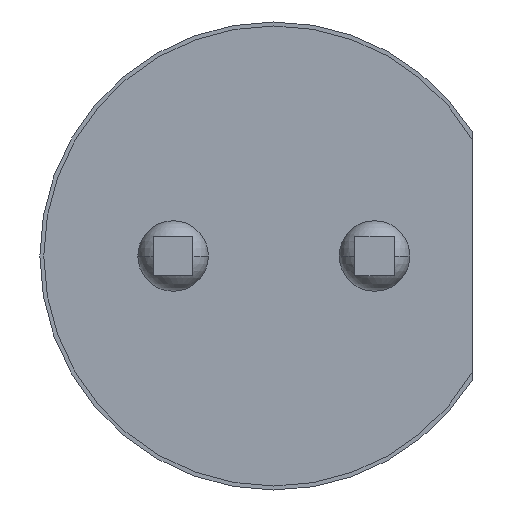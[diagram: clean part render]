
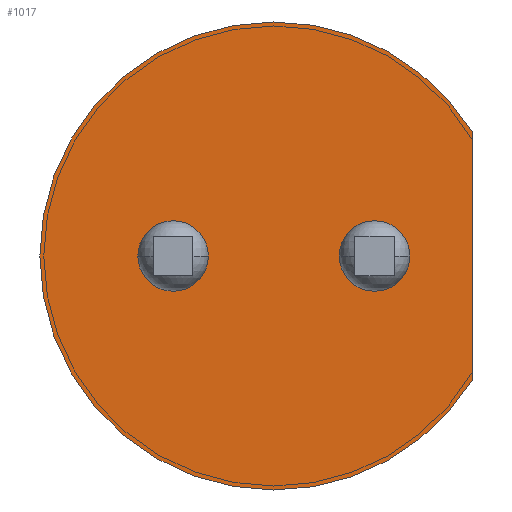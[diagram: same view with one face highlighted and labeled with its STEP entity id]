
A CAD part, front view. The second image highlights one B-rep face of the part: STEP entity #1017.
In plain terms, the highlighted planar face has unit normal (0, -1, 0).
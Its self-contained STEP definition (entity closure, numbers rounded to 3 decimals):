
#8 = DIRECTION ( 'NONE',  ( 1., 0., 0. ) ) ;
#9 = CARTESIAN_POINT ( 'NONE',  ( -1.27, 0., 0. ) ) ;
#13 = DIRECTION ( 'NONE',  ( 0., -1., 0. ) ) ;
#39 = CARTESIAN_POINT ( 'NONE',  ( 0.826, 0., 0. ) ) ;
#45 = AXIS2_PLACEMENT_3D ( 'NONE', #224, #879, #555 ) ;
#69 = AXIS2_PLACEMENT_3D ( 'NONE', #1414, #974, #1092 ) ;
#83 = DIRECTION ( 'NONE',  ( 0., 0., 1. ) ) ;
#84 = CIRCLE ( 'NONE', #1048, 0.444 ) ;
#87 = ORIENTED_EDGE ( 'NONE', *, *, #247, .F. ) ;
#123 = VERTEX_POINT ( 'NONE', #1072 ) ;
#153 = ORIENTED_EDGE ( 'NONE', *, *, #1068, .F. ) ;
#154 = EDGE_CURVE ( 'NONE', #1161, #660, #1226, .T. ) ;
#170 = CIRCLE ( 'NONE', #496, 0.444 ) ;
#182 = CARTESIAN_POINT ( 'NONE',  ( 2.5, 0., 0. ) ) ;
#204 = EDGE_CURVE ( 'NONE', #1383, #123, #843, .T. ) ;
#215 = EDGE_CURVE ( 'NONE', #123, #1383, #84, .T. ) ;
#224 = CARTESIAN_POINT ( 'NONE',  ( -1.27, 0., 0. ) ) ;
#226 = CARTESIAN_POINT ( 'NONE',  ( 2.5, 0., -1.566 ) ) ;
#231 = DIRECTION ( 'NONE',  ( 0., 1., 0. ) ) ;
#238 = ORIENTED_EDGE ( 'NONE', *, *, #253, .F. ) ;
#247 = EDGE_CURVE ( 'NONE', #628, #1161, #320, .T. ) ;
#253 = EDGE_CURVE ( 'NONE', #660, #417, #1116, .T. ) ;
#284 = CARTESIAN_POINT ( 'NONE',  ( 0., 0., 0. ) ) ;
#293 = EDGE_LOOP ( 'NONE', ( #87, #1227, #238, #1297 ) ) ;
#320 = CIRCLE ( 'NONE', #991, 2.95 ) ;
#339 = EDGE_LOOP ( 'NONE', ( #1231, #153 ) ) ;
#344 = LINE ( 'NONE', #182, #717 ) ;
#375 = DIRECTION ( 'NONE',  ( 0., 1., 0. ) ) ;
#417 = VERTEX_POINT ( 'NONE', #836 ) ;
#496 = AXIS2_PLACEMENT_3D ( 'NONE', #1076, #13, #8 ) ;
#524 = ORIENTED_EDGE ( 'NONE', *, *, #204, .T. ) ;
#551 = DIRECTION ( 'NONE',  ( 0., -1., 0. ) ) ;
#555 = DIRECTION ( 'NONE',  ( -1., 0., 0. ) ) ;
#580 = DIRECTION ( 'NONE',  ( 0., 1., 0. ) ) ;
#591 = DIRECTION ( 'NONE',  ( 0., 0., 1. ) ) ;
#621 = VERTEX_POINT ( 'NONE', #1104 ) ;
#628 = VERTEX_POINT ( 'NONE', #226 ) ;
#660 = VERTEX_POINT ( 'NONE', #1027 ) ;
#675 = CARTESIAN_POINT ( 'NONE',  ( 1.27, 0., 0. ) ) ;
#679 = VERTEX_POINT ( 'NONE', #39 ) ;
#701 = AXIS2_PLACEMENT_3D ( 'NONE', #284, #375, #1254 ) ;
#717 = VECTOR ( 'NONE', #83, 1000. ) ;
#765 = FACE_OUTER_BOUND ( 'NONE', #293, .T. ) ;
#836 = CARTESIAN_POINT ( 'NONE',  ( 2.5, 0., 1.566 ) ) ;
#843 = CIRCLE ( 'NONE', #45, 0.444 ) ;
#874 = EDGE_CURVE ( 'NONE', #628, #417, #344, .T. ) ;
#879 = DIRECTION ( 'NONE',  ( 0., 1., 0. ) ) ;
#896 = DIRECTION ( 'NONE',  ( 1., 0., 0. ) ) ;
#966 = CARTESIAN_POINT ( 'NONE',  ( -0.826, 0., 0. ) ) ;
#968 = PLANE ( 'NONE',  #69 ) ;
#971 = FACE_BOUND ( 'NONE', #1260, .T. ) ;
#974 = DIRECTION ( 'NONE',  ( 0., 1., 0. ) ) ;
#991 = AXIS2_PLACEMENT_3D ( 'NONE', #1370, #1147, #591 ) ;
#1006 = FACE_BOUND ( 'NONE', #339, .T. ) ;
#1010 = CARTESIAN_POINT ( 'NONE',  ( 0., 0., -2.95 ) ) ;
#1017 = ADVANCED_FACE ( 'NONE', ( #1006, #971, #765 ), #968, .F. ) ;
#1027 = CARTESIAN_POINT ( 'NONE',  ( 0., 0., 2.95 ) ) ;
#1048 = AXIS2_PLACEMENT_3D ( 'NONE', #9, #580, #1348 ) ;
#1063 = AXIS2_PLACEMENT_3D ( 'NONE', #675, #551, #896 ) ;
#1068 = EDGE_CURVE ( 'NONE', #679, #621, #170, .T. ) ;
#1072 = CARTESIAN_POINT ( 'NONE',  ( -1.714, 0., 0. ) ) ;
#1076 = CARTESIAN_POINT ( 'NONE',  ( 1.27, 0., 0. ) ) ;
#1092 = DIRECTION ( 'NONE',  ( 0., 0., 1. ) ) ;
#1100 = EDGE_CURVE ( 'NONE', #621, #679, #1234, .T. ) ;
#1104 = CARTESIAN_POINT ( 'NONE',  ( 1.714, 0., 0. ) ) ;
#1116 = CIRCLE ( 'NONE', #701, 2.95 ) ;
#1125 = DIRECTION ( 'NONE',  ( 0., 0., 1. ) ) ;
#1147 = DIRECTION ( 'NONE',  ( 0., 1., 0. ) ) ;
#1158 = ORIENTED_EDGE ( 'NONE', *, *, #215, .T. ) ;
#1161 = VERTEX_POINT ( 'NONE', #1010 ) ;
#1226 = CIRCLE ( 'NONE', #1267, 2.95 ) ;
#1227 = ORIENTED_EDGE ( 'NONE', *, *, #874, .T. ) ;
#1231 = ORIENTED_EDGE ( 'NONE', *, *, #1100, .F. ) ;
#1234 = CIRCLE ( 'NONE', #1063, 0.444 ) ;
#1254 = DIRECTION ( 'NONE',  ( 0., 0., 1. ) ) ;
#1260 = EDGE_LOOP ( 'NONE', ( #1158, #524 ) ) ;
#1267 = AXIS2_PLACEMENT_3D ( 'NONE', #1325, #231, #1125 ) ;
#1297 = ORIENTED_EDGE ( 'NONE', *, *, #154, .F. ) ;
#1325 = CARTESIAN_POINT ( 'NONE',  ( 0., 0., 0. ) ) ;
#1348 = DIRECTION ( 'NONE',  ( -1., 0., 0. ) ) ;
#1370 = CARTESIAN_POINT ( 'NONE',  ( 0., 0., 0. ) ) ;
#1383 = VERTEX_POINT ( 'NONE', #966 ) ;
#1414 = CARTESIAN_POINT ( 'NONE',  ( 0., 0., 0. ) ) ;
